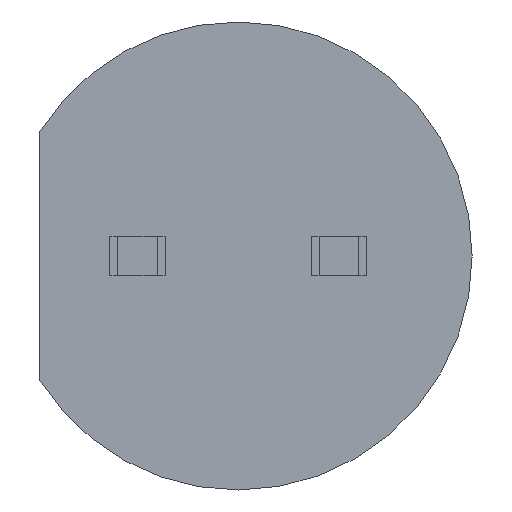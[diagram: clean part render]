
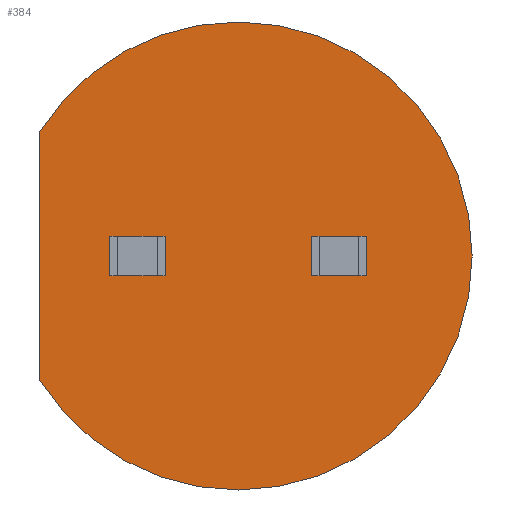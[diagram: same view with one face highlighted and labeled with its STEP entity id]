
A CAD part, front view. The second image highlights one B-rep face of the part: STEP entity #384.
In plain terms, the highlighted planar face has unit normal (0, -1, 0).
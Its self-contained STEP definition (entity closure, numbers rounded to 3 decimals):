
#252 = VERTEX_POINT ( 'NONE', #4133 ) ;
#281 = VERTEX_POINT ( 'NONE', #4242 ) ;
#287 = EDGE_CURVE ( 'NONE', #2735, #281, #4240, .T. ) ;
#312 = EDGE_LOOP ( 'NONE', ( #14323, #351, #350, #404 ) ) ;
#350 = ORIENTED_EDGE ( 'NONE', *, *, #407, .T. ) ;
#351 = ORIENTED_EDGE ( 'NONE', *, *, #3201, .F. ) ;
#353 = VERTEX_POINT ( 'NONE', #4474 ) ;
#377 = EDGE_CURVE ( 'NONE', #281, #2745, #4582, .T. ) ;
#384 = ADVANCED_FACE ( 'NONE', ( #4636, #4590, #4589 ), #4660, .F. ) ;
#388 = ORIENTED_EDGE ( 'NONE', *, *, #391, .F. ) ;
#390 = VERTEX_POINT ( 'NONE', #4638 ) ;
#391 = EDGE_CURVE ( 'NONE', #14352, #353, #4685, .T. ) ;
#401 = VERTEX_POINT ( 'NONE', #4696 ) ;
#402 = EDGE_LOOP ( 'NONE', ( #406, #388, #14348, #14342 ) ) ;
#403 = EDGE_CURVE ( 'NONE', #401, #252, #4693, .T. ) ;
#404 = ORIENTED_EDGE ( 'NONE', *, *, #403, .T. ) ;
#405 = EDGE_CURVE ( 'NONE', #353, #390, #4741, .T. ) ;
#406 = ORIENTED_EDGE ( 'NONE', *, *, #405, .F. ) ;
#407 = EDGE_CURVE ( 'NONE', #3199, #401, #4737, .T. ) ;
#2728 = VERTEX_POINT ( 'NONE', #15450 ) ;
#2734 = EDGE_CURVE ( 'NONE', #2728, #2735, #15439, .T. ) ;
#2735 = VERTEX_POINT ( 'NONE', #15434 ) ;
#2745 = VERTEX_POINT ( 'NONE', #15478 ) ;
#2795 = EDGE_CURVE ( 'NONE', #2745, #2728, #15628, .T. ) ;
#3149 = VERTEX_POINT ( 'NONE', #16654 ) ;
#3199 = VERTEX_POINT ( 'NONE', #16767 ) ;
#3201 = EDGE_CURVE ( 'NONE', #3199, #3149, #16766, .T. ) ;
#4133 = CARTESIAN_POINT ( 'NONE',  ( 1.02, 0., -0.25 ) ) ;
#4237 = DIRECTION ( 'NONE',  ( 0., 0., 1. ) ) ;
#4238 = VECTOR ( 'NONE', #4237, 1000. ) ;
#4239 = CARTESIAN_POINT ( 'NONE',  ( -2.5, 0., 0. ) ) ;
#4240 = LINE ( 'NONE', #4239, #4238 ) ;
#4242 = CARTESIAN_POINT ( 'NONE',  ( -2.5, 0., 1.566 ) ) ;
#4474 = CARTESIAN_POINT ( 'NONE',  ( -1.52, 0., 0.25 ) ) ;
#4578 = DIRECTION ( 'NONE',  ( 0., 0., 1. ) ) ;
#4579 = DIRECTION ( 'NONE',  ( 0., 1., 0. ) ) ;
#4580 = CARTESIAN_POINT ( 'NONE',  ( 0., 0., 0. ) ) ;
#4581 = AXIS2_PLACEMENT_3D ( 'NONE', #4580, #4579, #4578 ) ;
#4582 = CIRCLE ( 'NONE', #4581, 2.95 ) ;
#4589 = FACE_OUTER_BOUND ( 'NONE', #14338, .T. ) ;
#4590 = FACE_BOUND ( 'NONE', #402, .T. ) ;
#4636 = FACE_BOUND ( 'NONE', #312, .T. ) ;
#4638 = CARTESIAN_POINT ( 'NONE',  ( -1.52, 0., -0.25 ) ) ;
#4654 = DIRECTION ( 'NONE',  ( 0., 0., 1. ) ) ;
#4655 = DIRECTION ( 'NONE',  ( 0., 1., 0. ) ) ;
#4656 = CARTESIAN_POINT ( 'NONE',  ( -6.631, 0., 0. ) ) ;
#4657 = AXIS2_PLACEMENT_3D ( 'NONE', #4656, #4655, #4654 ) ;
#4660 = PLANE ( 'NONE',  #4657 ) ;
#4682 = DIRECTION ( 'NONE',  ( -1., 0., 0. ) ) ;
#4683 = VECTOR ( 'NONE', #4682, 1000. ) ;
#4684 = CARTESIAN_POINT ( 'NONE',  ( 0.514, 0., 0.25 ) ) ;
#4685 = LINE ( 'NONE', #4684, #4683 ) ;
#4691 = VECTOR ( 'NONE', #4742, 1000. ) ;
#4692 = CARTESIAN_POINT ( 'NONE',  ( 0.514, 0., -0.25 ) ) ;
#4693 = LINE ( 'NONE', #4692, #4691 ) ;
#4696 = CARTESIAN_POINT ( 'NONE',  ( 1.52, 0., -0.25 ) ) ;
#4734 = DIRECTION ( 'NONE',  ( 0., 0., -1. ) ) ;
#4735 = VECTOR ( 'NONE', #4734, 1000. ) ;
#4736 = CARTESIAN_POINT ( 'NONE',  ( 1.52, 0., 0.25 ) ) ;
#4737 = LINE ( 'NONE', #4736, #4735 ) ;
#4738 = DIRECTION ( 'NONE',  ( 0., 0., -1. ) ) ;
#4739 = VECTOR ( 'NONE', #4738, 1000. ) ;
#4740 = CARTESIAN_POINT ( 'NONE',  ( -1.52, 0., 0.25 ) ) ;
#4741 = LINE ( 'NONE', #4740, #4739 ) ;
#4742 = DIRECTION ( 'NONE',  ( -1., 0., 0. ) ) ;
#14322 = EDGE_CURVE ( 'NONE', #3149, #252, #17944, .T. ) ;
#14323 = ORIENTED_EDGE ( 'NONE', *, *, #14322, .F. ) ;
#14332 = EDGE_CURVE ( 'NONE', #14344, #390, #17746, .T. ) ;
#14333 = ORIENTED_EDGE ( 'NONE', *, *, #2795, .F. ) ;
#14336 = ORIENTED_EDGE ( 'NONE', *, *, #287, .F. ) ;
#14337 = ORIENTED_EDGE ( 'NONE', *, *, #377, .F. ) ;
#14338 = EDGE_LOOP ( 'NONE', ( #14336, #14340, #14333, #14337 ) ) ;
#14340 = ORIENTED_EDGE ( 'NONE', *, *, #2734, .F. ) ;
#14342 = ORIENTED_EDGE ( 'NONE', *, *, #14332, .T. ) ;
#14344 = VERTEX_POINT ( 'NONE', #17993 ) ;
#14348 = ORIENTED_EDGE ( 'NONE', *, *, #14351, .T. ) ;
#14351 = EDGE_CURVE ( 'NONE', #14352, #14344, #18027, .T. ) ;
#14352 = VERTEX_POINT ( 'NONE', #18044 ) ;
#15434 = CARTESIAN_POINT ( 'NONE',  ( -2.5, 0., -1.566 ) ) ;
#15435 = DIRECTION ( 'NONE',  ( 0., 0., 1. ) ) ;
#15436 = DIRECTION ( 'NONE',  ( 0., 1., 0. ) ) ;
#15437 = CARTESIAN_POINT ( 'NONE',  ( 0., 0., 0. ) ) ;
#15438 = AXIS2_PLACEMENT_3D ( 'NONE', #15437, #15436, #15435 ) ;
#15439 = CIRCLE ( 'NONE', #15438, 2.95 ) ;
#15450 = CARTESIAN_POINT ( 'NONE',  ( 0., 0., -2.95 ) ) ;
#15478 = CARTESIAN_POINT ( 'NONE',  ( 0., 0., 2.95 ) ) ;
#15624 = DIRECTION ( 'NONE',  ( 0., 0., 1. ) ) ;
#15625 = DIRECTION ( 'NONE',  ( 0., 1., 0. ) ) ;
#15626 = CARTESIAN_POINT ( 'NONE',  ( 0., 0., 0. ) ) ;
#15627 = AXIS2_PLACEMENT_3D ( 'NONE', #15626, #15625, #15624 ) ;
#15628 = CIRCLE ( 'NONE', #15627, 2.95 ) ;
#16654 = CARTESIAN_POINT ( 'NONE',  ( 1.02, 0., 0.25 ) ) ;
#16763 = DIRECTION ( 'NONE',  ( -1., 0., 0. ) ) ;
#16764 = VECTOR ( 'NONE', #16763, 1000. ) ;
#16765 = CARTESIAN_POINT ( 'NONE',  ( 0.514, 0., 0.25 ) ) ;
#16766 = LINE ( 'NONE', #16765, #16764 ) ;
#16767 = CARTESIAN_POINT ( 'NONE',  ( 1.52, 0., 0.25 ) ) ;
#17743 = DIRECTION ( 'NONE',  ( -1., 0., 0. ) ) ;
#17744 = VECTOR ( 'NONE', #17743, 1000. ) ;
#17745 = CARTESIAN_POINT ( 'NONE',  ( 0.514, 0., -0.25 ) ) ;
#17746 = LINE ( 'NONE', #17745, #17744 ) ;
#17941 = DIRECTION ( 'NONE',  ( 0., 0., -1. ) ) ;
#17942 = VECTOR ( 'NONE', #17941, 1000. ) ;
#17943 = CARTESIAN_POINT ( 'NONE',  ( 1.02, 0., 0.25 ) ) ;
#17944 = LINE ( 'NONE', #17943, #17942 ) ;
#17993 = CARTESIAN_POINT ( 'NONE',  ( -1.02, 0., -0.25 ) ) ;
#18026 = CARTESIAN_POINT ( 'NONE',  ( -1.02, 0., 0.25 ) ) ;
#18027 = LINE ( 'NONE', #18026, #18046 ) ;
#18044 = CARTESIAN_POINT ( 'NONE',  ( -1.02, 0., 0.25 ) ) ;
#18045 = DIRECTION ( 'NONE',  ( 0., 0., -1. ) ) ;
#18046 = VECTOR ( 'NONE', #18045, 1000. ) ;
